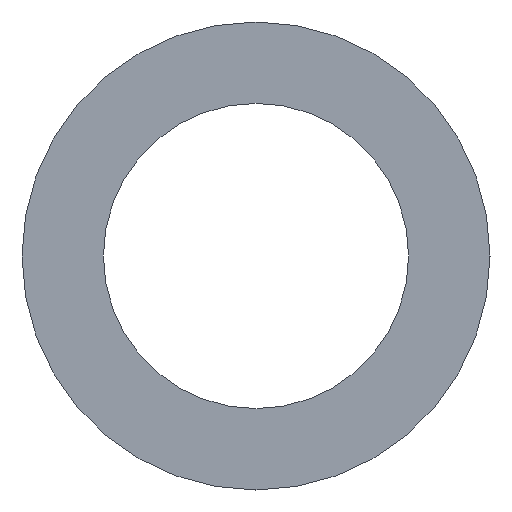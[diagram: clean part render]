
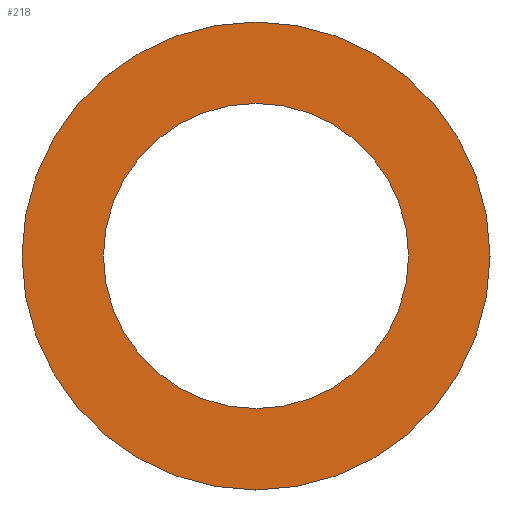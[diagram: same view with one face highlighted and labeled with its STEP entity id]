
A CAD part, left-side view. The second image highlights one B-rep face of the part: STEP entity #218.
In plain terms, the highlighted planar face has unit normal (-1, 0, 0).
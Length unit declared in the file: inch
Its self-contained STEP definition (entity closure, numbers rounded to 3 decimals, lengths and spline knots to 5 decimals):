
#1 = VERTEX_POINT ( 'NONE', #5 ) ;
#5 = CARTESIAN_POINT ( 'NONE',  ( 0., 0., -0.2465 ) ) ;
#8 = DIRECTION ( 'NONE',  ( -1., 0., 0. ) ) ;
#9 = CARTESIAN_POINT ( 'NONE',  ( 0., 0.37795, 0. ) ) ;
#12 = DIRECTION ( 'NONE',  ( -1., 0., 0. ) ) ;
#31 = DIRECTION ( 'NONE',  ( 0., 0., 1. ) ) ;
#41 = EDGE_LOOP ( 'NONE', ( #97, #239 ) ) ;
#45 = DIRECTION ( 'NONE',  ( 0., 0., 1. ) ) ;
#50 = DIRECTION ( 'NONE',  ( 0., 0., 1. ) ) ;
#65 = FACE_OUTER_BOUND ( 'NONE', #41, .T. ) ;
#66 = CARTESIAN_POINT ( 'NONE',  ( 0., 0., 0. ) ) ;
#73 = EDGE_LOOP ( 'NONE', ( #133, #194 ) ) ;
#77 = EDGE_CURVE ( 'NONE', #223, #234, #132, .T. ) ;
#78 = CIRCLE ( 'NONE', #150, 0.2465 ) ;
#79 = CARTESIAN_POINT ( 'NONE',  ( 0., 0., 0. ) ) ;
#97 = ORIENTED_EDGE ( 'NONE', *, *, #77, .T. ) ;
#103 = CARTESIAN_POINT ( 'NONE',  ( 0., 0., 0.37795 ) ) ;
#110 = AXIS2_PLACEMENT_3D ( 'NONE', #9, #236, #216 ) ;
#114 = FACE_BOUND ( 'NONE', #73, .T. ) ;
#123 = EDGE_CURVE ( 'NONE', #234, #223, #126, .T. ) ;
#124 = DIRECTION ( 'NONE',  ( 0., 0., 1. ) ) ;
#125 = CARTESIAN_POINT ( 'NONE',  ( 0., 0., 0. ) ) ;
#126 = CIRCLE ( 'NONE', #237, 0.37795 ) ;
#132 = CIRCLE ( 'NONE', #248, 0.37795 ) ;
#133 = ORIENTED_EDGE ( 'NONE', *, *, #186, .F. ) ;
#143 = DIRECTION ( 'NONE',  ( -1., 0., 0. ) ) ;
#150 = AXIS2_PLACEMENT_3D ( 'NONE', #125, #12, #45 ) ;
#163 = PLANE ( 'NONE',  #110 ) ;
#166 = CARTESIAN_POINT ( 'NONE',  ( 0., 0., 0.2465 ) ) ;
#176 = DIRECTION ( 'NONE',  ( -1., 0., 0. ) ) ;
#177 = CARTESIAN_POINT ( 'NONE',  ( 0., 0., 0. ) ) ;
#186 = EDGE_CURVE ( 'NONE', #198, #1, #212, .T. ) ;
#194 = ORIENTED_EDGE ( 'NONE', *, *, #249, .F. ) ;
#198 = VERTEX_POINT ( 'NONE', #166 ) ;
#212 = CIRCLE ( 'NONE', #229, 0.2465 ) ;
#216 = DIRECTION ( 'NONE',  ( 0., 0., -1. ) ) ;
#218 = ADVANCED_FACE ( 'NONE', ( #114, #65 ), #163, .F. ) ;
#223 = VERTEX_POINT ( 'NONE', #103 ) ;
#229 = AXIS2_PLACEMENT_3D ( 'NONE', #177, #176, #31 ) ;
#234 = VERTEX_POINT ( 'NONE', #238 ) ;
#236 = DIRECTION ( 'NONE',  ( 1., 0., 0. ) ) ;
#237 = AXIS2_PLACEMENT_3D ( 'NONE', #66, #8, #124 ) ;
#238 = CARTESIAN_POINT ( 'NONE',  ( 0., 0., -0.37795 ) ) ;
#239 = ORIENTED_EDGE ( 'NONE', *, *, #123, .T. ) ;
#248 = AXIS2_PLACEMENT_3D ( 'NONE', #79, #143, #50 ) ;
#249 = EDGE_CURVE ( 'NONE', #1, #198, #78, .T. ) ;
